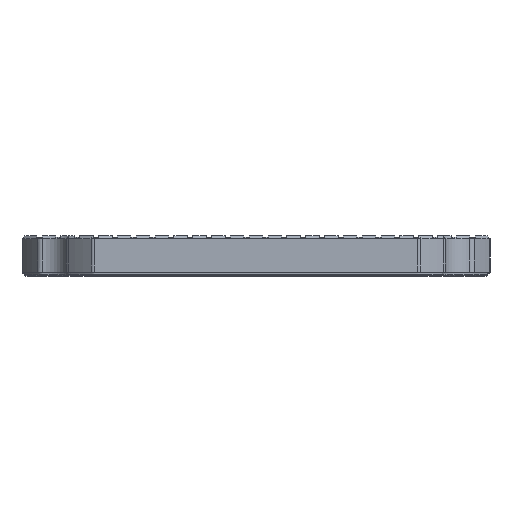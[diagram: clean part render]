
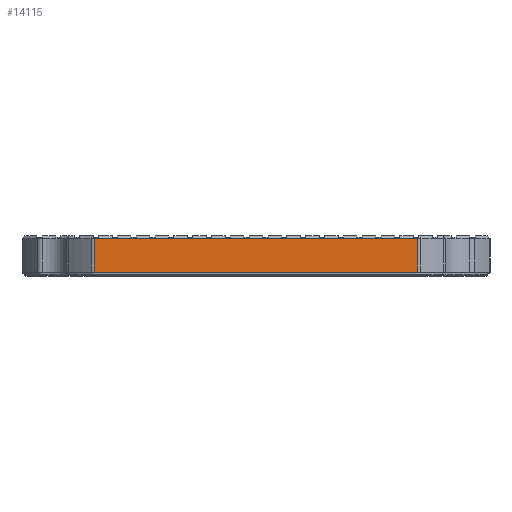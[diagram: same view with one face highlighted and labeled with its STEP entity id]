
A CAD part, top view. The second image highlights one B-rep face of the part: STEP entity #14115.
In plain terms, the highlighted planar face has unit normal (0, 0, 1).
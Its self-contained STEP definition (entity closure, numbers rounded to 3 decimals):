
#1377 = CARTESIAN_POINT ( 'NONE',  ( 60.09, 12.95, 76.868 ) ) ;
#1409 = CARTESIAN_POINT ( 'NONE',  ( -60.09, 25.434, 76.868 ) ) ;
#1416 = CARTESIAN_POINT ( 'NONE',  ( 60.09, 25.434, 76.868 ) ) ;
#1450 = CARTESIAN_POINT ( 'NONE',  ( -60.09, 12.95, 76.868 ) ) ;
#1681 = VERTEX_POINT ( 'NONE', #1377 ) ;
#1705 = VERTEX_POINT ( 'NONE', #1416 ) ;
#1712 = VERTEX_POINT ( 'NONE', #1409 ) ;
#1733 = VERTEX_POINT ( 'NONE', #1450 ) ;
#3127 = DIRECTION ( 'NONE',  ( 0., -1., 0. ) ) ;
#3156 = CARTESIAN_POINT ( 'NONE',  ( -60.09, 12.7, 76.868 ) ) ;
#3180 = LINE ( 'NONE', #3156, #17531 ) ;
#3827 = LINE ( 'NONE', #3867, #17437 ) ;
#3867 = CARTESIAN_POINT ( 'NONE',  ( 60.09, 12.95, 76.868 ) ) ;
#3884 = DIRECTION ( 'NONE',  ( 1., 0., 0. ) ) ;
#3909 = LINE ( 'NONE', #3910, #17481 ) ;
#3910 = CARTESIAN_POINT ( 'NONE',  ( -30.502, 25.434, 76.868 ) ) ;
#4033 = DIRECTION ( 'NONE',  ( -1., 0., 0. ) ) ;
#4043 = CARTESIAN_POINT ( 'NONE',  ( 60.09, 26.434, 76.868 ) ) ;
#4048 = DIRECTION ( 'NONE',  ( 0., 1., 0. ) ) ;
#4069 = LINE ( 'NONE', #4043, #17543 ) ;
#10436 = EDGE_LOOP ( 'NONE', ( #13514, #13530, #13518, #13493 ) ) ;
#13493 = ORIENTED_EDGE ( 'NONE', *, *, #13909, .T. ) ;
#13514 = ORIENTED_EDGE ( 'NONE', *, *, #13946, .T. ) ;
#13518 = ORIENTED_EDGE ( 'NONE', *, *, #13915, .T. ) ;
#13530 = ORIENTED_EDGE ( 'NONE', *, *, #13889, .T. ) ;
#13889 = EDGE_CURVE ( 'NONE', #1733, #1681, #3827, .T. ) ;
#13909 = EDGE_CURVE ( 'NONE', #1705, #1712, #3909, .T. ) ;
#13915 = EDGE_CURVE ( 'NONE', #1681, #1705, #4069, .T. ) ;
#13946 = EDGE_CURVE ( 'NONE', #1712, #1733, #3180, .T. ) ;
#14115 = ADVANCED_FACE ( 'NONE', ( #15778 ), #15779, .F. ) ;
#15734 = DIRECTION ( 'NONE',  ( -1., 0., 0. ) ) ;
#15778 = FACE_OUTER_BOUND ( 'NONE', #10436, .T. ) ;
#15779 = PLANE ( 'NONE',  #17709 ) ;
#15780 = CARTESIAN_POINT ( 'NONE',  ( -86.995, 26.434, 76.868 ) ) ;
#15781 = DIRECTION ( 'NONE',  ( 0., 0., -1. ) ) ;
#17437 = VECTOR ( 'NONE', #3884, 1000. ) ;
#17481 = VECTOR ( 'NONE', #4033, 1000. ) ;
#17531 = VECTOR ( 'NONE', #3127, 1000. ) ;
#17543 = VECTOR ( 'NONE', #4048, 1000. ) ;
#17709 = AXIS2_PLACEMENT_3D ( 'NONE', #15780, #15781, #15734 ) ;
